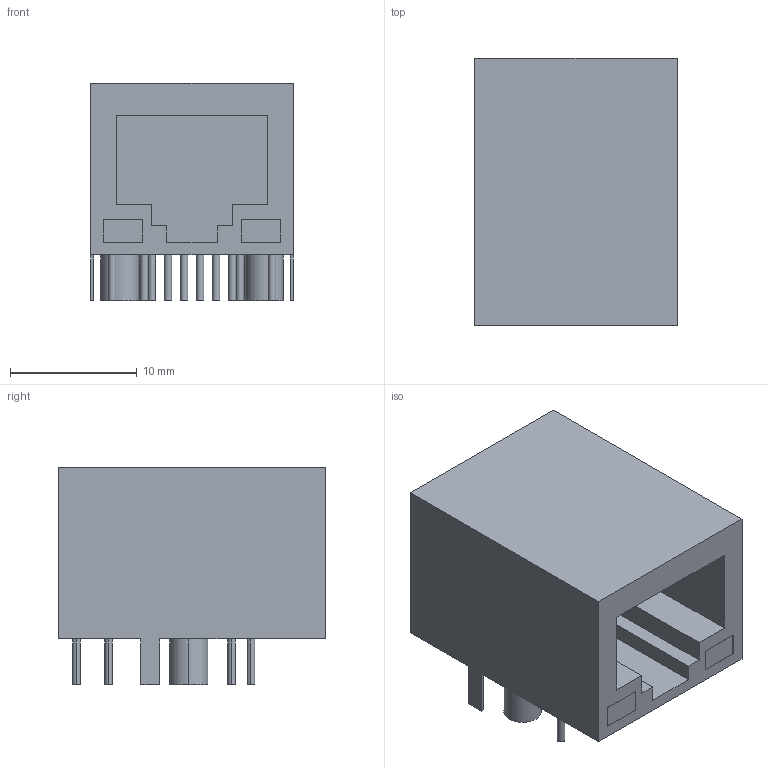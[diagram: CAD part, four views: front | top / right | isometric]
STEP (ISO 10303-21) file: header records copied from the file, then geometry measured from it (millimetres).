
FILE_DESCRIPTION (( 'STEP AP214' ), '1' );
FILE_NAME ('KLS12-TL193-1x1-GY-03-S.STEP', '2023-06-20T04:11:35', ( '' ), ( '' ), 'SwSTEP 2.0', 'SolidWorks 2019', '' );
FILE_SCHEMA (( 'AUTOMOTIVE_DESIGN' ));
Length unit declared in the file: millimetre
Products named in the file (1): KLS12-TL193-1x1-GY-03-S
Bounding box: 16 x 21.1 x 17.15 mm (x, y, z)
Volume: 3432 mm3; surface area: 2384.5 mm2
Topology: 1 solids, 1 shells, 79 faces, 180 edges, 120 vertices
Faces by surface type: plane 51, cylinder 28
Entity records: 2506 total; most frequent: DIRECTION 396, CARTESIAN_POINT 380, ORIENTED_EDGE 360, EDGE_CURVE 180, AXIS2_PLACEMENT_3D 136, VECTOR 124, LINE 124, VERTEX_POINT 120
